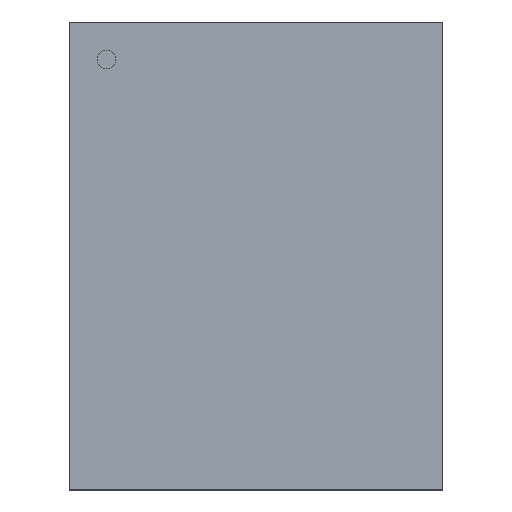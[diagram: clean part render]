
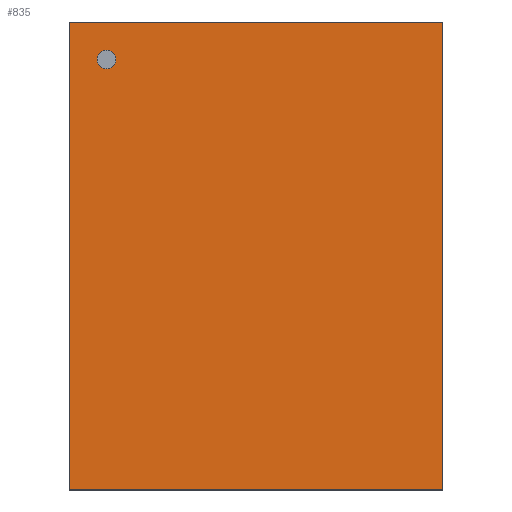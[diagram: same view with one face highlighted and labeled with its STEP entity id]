
A CAD part, top view. The second image highlights one B-rep face of the part: STEP entity #835.
In plain terms, the highlighted planar face has unit normal (0, 0, 1).
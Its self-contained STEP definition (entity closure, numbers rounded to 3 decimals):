
#611=CARTESIAN_POINT('',(4.496,-5.626,5.131));
#610=VERTEX_POINT('',#611);
#621=CARTESIAN_POINT('',(-4.496,-5.626,5.131));
#620=VERTEX_POINT('',#621);
#619=EDGE_CURVE('',#620,#610,#624,.T.);
#624=LINE('',#621,#626);
#626=VECTOR('',#627,8.992);
#627=DIRECTION('',(1.0,0.0,0.0));
#660=CARTESIAN_POINT('',(4.496,5.626,5.131));
#659=VERTEX_POINT('',#660);
#668=EDGE_CURVE('',#610,#659,#673,.T.);
#673=LINE('',#611,#675);
#675=VECTOR('',#676,11.252);
#676=DIRECTION('',(0.0,1.0,0.0));
#709=CARTESIAN_POINT('',(-4.496,5.626,5.131));
#708=VERTEX_POINT('',#709);
#717=EDGE_CURVE('',#659,#708,#722,.T.);
#722=LINE('',#660,#724);
#724=VECTOR('',#725,8.992);
#725=DIRECTION('',(-1.0,0.0,0.0));
#766=EDGE_CURVE('',#708,#620,#771,.T.);
#771=LINE('',#709,#773);
#773=VECTOR('',#774,11.252);
#774=DIRECTION('',(0.0,-1.0,0.0));
#835=ADVANCED_FACE('',(#841),#836,.T.);
#836=PLANE('',#837);
#837=AXIS2_PLACEMENT_3D('',#838,#839,#840);
#838=CARTESIAN_POINT('',(-4.496,-5.626,5.131));
#839=DIRECTION('',(0.0,0.0,1.0));
#840=DIRECTION('',(0.,1.,0.));
#841=FACE_OUTER_BOUND('',#842,.T.);
#842=EDGE_LOOP('',(#843,#853,#863,#873));
#843=ORIENTED_EDGE('',*,*,#619,.T.);
#853=ORIENTED_EDGE('',*,*,#668,.T.);
#863=ORIENTED_EDGE('',*,*,#717,.T.);
#873=ORIENTED_EDGE('',*,*,#766,.T.);
